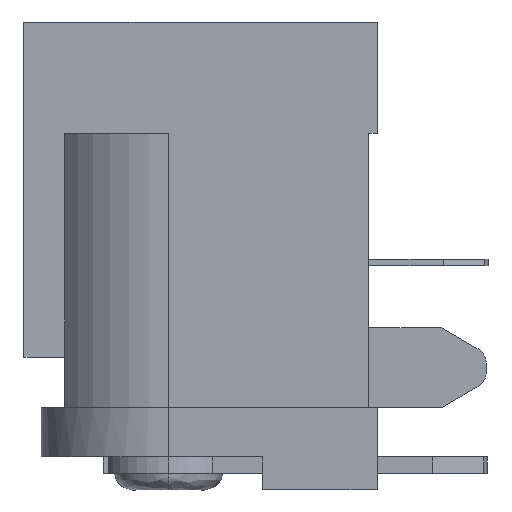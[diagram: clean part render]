
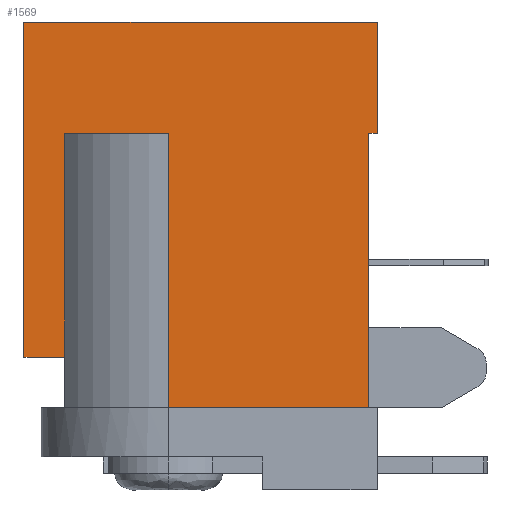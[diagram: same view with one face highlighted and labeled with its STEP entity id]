
A CAD part, left-side view. The second image highlights one B-rep face of the part: STEP entity #1569.
In plain terms, the highlighted planar face has unit normal (-1, 0, 0).
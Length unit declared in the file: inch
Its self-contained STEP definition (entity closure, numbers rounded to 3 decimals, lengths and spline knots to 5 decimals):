
#75 = DIRECTION ( 'NONE',  ( 0., -1., 0. ) ) ;
#83 = CARTESIAN_POINT ( 'NONE',  ( -0.177, 0.18564, -0.472 ) ) ;
#279 = VERTEX_POINT ( 'NONE', #3522 ) ;
#295 = EDGE_CURVE ( 'NONE', #4915, #349, #5866, .T. ) ;
#297 = EDGE_CURVE ( 'NONE', #4225, #4988, #3803, .T. ) ;
#349 = VERTEX_POINT ( 'NONE', #3703 ) ;
#397 = ORIENTED_EDGE ( 'NONE', *, *, #511, .T. ) ;
#410 = VECTOR ( 'NONE', #4555, 39.37008 ) ;
#451 = LINE ( 'NONE', #4627, #410 ) ;
#479 = ORIENTED_EDGE ( 'NONE', *, *, #295, .T. ) ;
#511 = EDGE_CURVE ( 'NONE', #3382, #4636, #5777, .T. ) ;
#582 = VERTEX_POINT ( 'NONE', #2809 ) ;
#1030 = ORIENTED_EDGE ( 'NONE', *, *, #2706, .T. ) ;
#1063 = CARTESIAN_POINT ( 'NONE',  ( -0.177, -0.245, -0.472 ) ) ;
#1094 = CARTESIAN_POINT ( 'NONE',  ( -0.177, 0.127, -0.136 ) ) ;
#1175 = ORIENTED_EDGE ( 'NONE', *, *, #1647, .T. ) ;
#1352 = LINE ( 'NONE', #5437, #1468 ) ;
#1383 = DIRECTION ( 'NONE',  ( 0., 0., 1. ) ) ;
#1387 = DIRECTION ( 'NONE',  ( 0., -1., 0. ) ) ;
#1399 = CARTESIAN_POINT ( 'NONE',  ( -0.177, -0.245, -0.48144 ) ) ;
#1414 = CARTESIAN_POINT ( 'NONE',  ( -0.177, 0.178, -0.41 ) ) ;
#1468 = VECTOR ( 'NONE', #5265, 39.37008 ) ;
#1479 = EDGE_CURVE ( 'NONE', #582, #2386, #451, .T. ) ;
#1515 = DIRECTION ( 'NONE',  ( 0., -1., 0. ) ) ;
#1569 = ADVANCED_FACE ( 'NONE', ( #2411 ), #6108, .T. ) ;
#1607 = EDGE_CURVE ( 'NONE', #279, #3382, #1352, .T. ) ;
#1640 = CARTESIAN_POINT ( 'NONE',  ( -0.177, 0.18564, -0.136 ) ) ;
#1647 = EDGE_CURVE ( 'NONE', #582, #279, #2593, .T. ) ;
#1650 = CARTESIAN_POINT ( 'NONE',  ( -0.177, 0., -0.136 ) ) ;
#1715 = CARTESIAN_POINT ( 'NONE',  ( -0.177, 0.177, -0.41 ) ) ;
#2029 = LINE ( 'NONE', #83, #2095 ) ;
#2070 = VECTOR ( 'NONE', #4950, 39.37008 ) ;
#2095 = VECTOR ( 'NONE', #75, 39.37008 ) ;
#2172 = ORIENTED_EDGE ( 'NONE', *, *, #2717, .T. ) ;
#2386 = VERTEX_POINT ( 'NONE', #2674 ) ;
#2392 = CARTESIAN_POINT ( 'NONE',  ( -0.177, 0.127, -0.41 ) ) ;
#2411 = FACE_OUTER_BOUND ( 'NONE', #4341, .T. ) ;
#2535 = VECTOR ( 'NONE', #4680, 39.37008 ) ;
#2593 = LINE ( 'NONE', #4895, #2535 ) ;
#2659 = EDGE_CURVE ( 'NONE', #4988, #4915, #4946, .T. ) ;
#2674 = CARTESIAN_POINT ( 'NONE',  ( -0.177, -0.245, -0.136 ) ) ;
#2706 = EDGE_CURVE ( 'NONE', #4636, #4225, #5136, .T. ) ;
#2717 = EDGE_CURVE ( 'NONE', #5528, #2386, #5147, .T. ) ;
#2809 = CARTESIAN_POINT ( 'NONE',  ( -0.177, -0.255, -0.136 ) ) ;
#3382 = VERTEX_POINT ( 'NONE', #4578 ) ;
#3447 = ORIENTED_EDGE ( 'NONE', *, *, #1607, .T. ) ;
#3459 = DIRECTION ( 'NONE',  ( 0., 0., 1. ) ) ;
#3522 = CARTESIAN_POINT ( 'NONE',  ( -0.177, -0.255, 0. ) ) ;
#3535 = CARTESIAN_POINT ( 'NONE',  ( -0.177, 0.127, -0.48144 ) ) ;
#3553 = CARTESIAN_POINT ( 'NONE',  ( -0.177, 0., -0.48144 ) ) ;
#3577 = DIRECTION ( 'NONE',  ( 0., 0., -1. ) ) ;
#3604 = ORIENTED_EDGE ( 'NONE', *, *, #297, .T. ) ;
#3674 = ORIENTED_EDGE ( 'NONE', *, *, #2659, .T. ) ;
#3703 = CARTESIAN_POINT ( 'NONE',  ( -0.177, 0., -0.472 ) ) ;
#3803 = LINE ( 'NONE', #3535, #5700 ) ;
#3892 = AXIS2_PLACEMENT_3D ( 'NONE', #5796, #5752, #5760 ) ;
#4103 = ORIENTED_EDGE ( 'NONE', *, *, #1479, .F. ) ;
#4225 = VERTEX_POINT ( 'NONE', #2392 ) ;
#4341 = EDGE_LOOP ( 'NONE', ( #1175, #3447, #397, #1030, #3604, #3674, #479, #4423, #2172, #4103 ) ) ;
#4423 = ORIENTED_EDGE ( 'NONE', *, *, #5453, .T. ) ;
#4555 = DIRECTION ( 'NONE',  ( 0., 1., 0. ) ) ;
#4578 = CARTESIAN_POINT ( 'NONE',  ( -0.177, 0.177, 0. ) ) ;
#4627 = CARTESIAN_POINT ( 'NONE',  ( -0.177, -0.2444, -0.136 ) ) ;
#4636 = VERTEX_POINT ( 'NONE', #1715 ) ;
#4680 = DIRECTION ( 'NONE',  ( 0., 0., 1. ) ) ;
#4785 = VECTOR ( 'NONE', #3577, 39.37008 ) ;
#4895 = CARTESIAN_POINT ( 'NONE',  ( -0.177, -0.255, -0.48144 ) ) ;
#4915 = VERTEX_POINT ( 'NONE', #1650 ) ;
#4946 = LINE ( 'NONE', #1640, #4967 ) ;
#4950 = DIRECTION ( 'NONE',  ( 0., 0., -1. ) ) ;
#4967 = VECTOR ( 'NONE', #1515, 39.37008 ) ;
#4988 = VERTEX_POINT ( 'NONE', #1094 ) ;
#5113 = VECTOR ( 'NONE', #1387, 39.37008 ) ;
#5136 = LINE ( 'NONE', #1414, #5113 ) ;
#5147 = LINE ( 'NONE', #1399, #5185 ) ;
#5185 = VECTOR ( 'NONE', #1383, 39.37008 ) ;
#5265 = DIRECTION ( 'NONE',  ( 0., 1., 0. ) ) ;
#5437 = CARTESIAN_POINT ( 'NONE',  ( -0.177, 0.18564, 0. ) ) ;
#5453 = EDGE_CURVE ( 'NONE', #349, #5528, #2029, .T. ) ;
#5528 = VERTEX_POINT ( 'NONE', #1063 ) ;
#5700 = VECTOR ( 'NONE', #3459, 39.37008 ) ;
#5752 = DIRECTION ( 'NONE',  ( -1., 0., 0. ) ) ;
#5760 = DIRECTION ( 'NONE',  ( 0., 0., 1. ) ) ;
#5777 = LINE ( 'NONE', #5949, #2070 ) ;
#5796 = CARTESIAN_POINT ( 'NONE',  ( -0.177, 0.18564, -0.48144 ) ) ;
#5866 = LINE ( 'NONE', #3553, #4785 ) ;
#5949 = CARTESIAN_POINT ( 'NONE',  ( -0.177, 0.177, -0.48144 ) ) ;
#6108 = PLANE ( 'NONE',  #3892 ) ;
